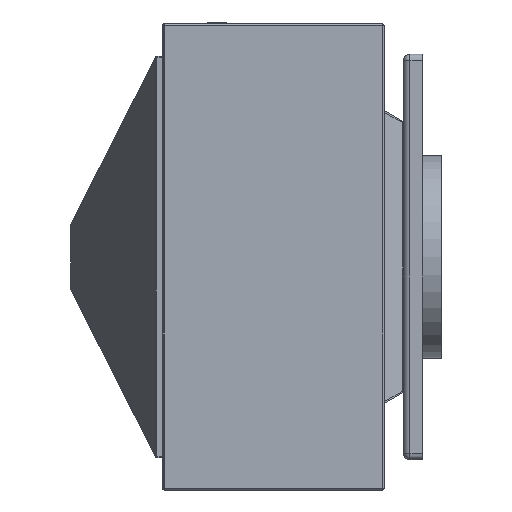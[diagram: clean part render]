
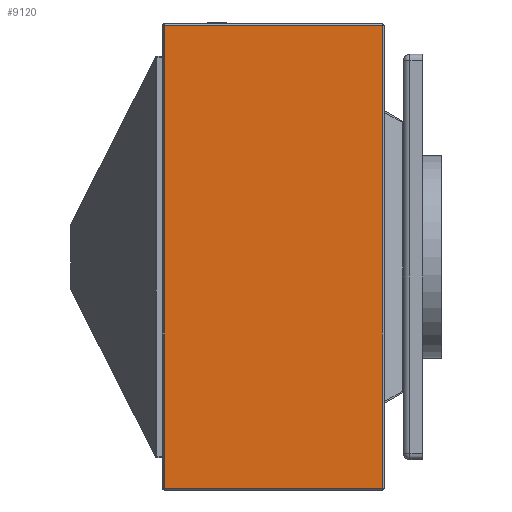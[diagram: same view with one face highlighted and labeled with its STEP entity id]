
A CAD part, left-side view. The second image highlights one B-rep face of the part: STEP entity #9120.
In plain terms, the highlighted planar face has unit normal (-1, 0, 0).
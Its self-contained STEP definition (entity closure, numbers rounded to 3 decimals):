
#4991 = LINE ( 'NONE', #5056, #5055 ) ;
#4992 = CARTESIAN_POINT ( 'NONE',  ( -362., 63., 359. ) ) ;
#4993 = DIRECTION ( 'NONE',  ( 0., 0., 1. ) ) ;
#4994 = VECTOR ( 'NONE', #4993, 1000. ) ;
#4995 = CARTESIAN_POINT ( 'NONE',  ( -362., 63., -362. ) ) ;
#4996 = LINE ( 'NONE', #4995, #4994 ) ;
#4997 = CARTESIAN_POINT ( 'NONE',  ( -362., 63., -359. ) ) ;
#4998 = DIRECTION ( 'NONE',  ( 0., -1., 0. ) ) ;
#4999 = VECTOR ( 'NONE', #4998, 1000. ) ;
#5000 = CARTESIAN_POINT ( 'NONE',  ( -362., 404.667, -359. ) ) ;
#5001 = LINE ( 'NONE', #5000, #4999 ) ;
#5002 = CARTESIAN_POINT ( 'NONE',  ( -362., 401.667, -359. ) ) ;
#5003 = CARTESIAN_POINT ( 'NONE',  ( -362., 401.667, 359. ) ) ;
#5004 = DIRECTION ( 'NONE',  ( 0., 0., -1. ) ) ;
#5005 = VECTOR ( 'NONE', #5004, 1000. ) ;
#5006 = CARTESIAN_POINT ( 'NONE',  ( -362., 401.667, -362. ) ) ;
#5007 = LINE ( 'NONE', #5006, #5005 ) ;
#5027 = DIRECTION ( 'NONE',  ( 0., 0., -1. ) ) ;
#5028 = DIRECTION ( 'NONE',  ( 1., 0., 0. ) ) ;
#5029 = AXIS2_PLACEMENT_3D ( 'NONE', #5031, #5028, #5027 ) ;
#5031 = CARTESIAN_POINT ( 'NONE',  ( -362., 404.667, -362. ) ) ;
#5032 = PLANE ( 'NONE',  #5029 ) ;
#5033 = FACE_OUTER_BOUND ( 'NONE', #9121, .T. ) ;
#5054 = DIRECTION ( 'NONE',  ( 0., 1., 0. ) ) ;
#5055 = VECTOR ( 'NONE', #5054, 1000. ) ;
#5056 = CARTESIAN_POINT ( 'NONE',  ( -362., 404.667, 359. ) ) ;
#9094 = EDGE_CURVE ( 'NONE', #9095, #9096, #5007, .T. ) ;
#9095 = VERTEX_POINT ( 'NONE', #5003 ) ;
#9096 = VERTEX_POINT ( 'NONE', #5002 ) ;
#9097 = ORIENTED_EDGE ( 'NONE', *, *, #9098, .T. ) ;
#9098 = EDGE_CURVE ( 'NONE', #9096, #9099, #5001, .T. ) ;
#9099 = VERTEX_POINT ( 'NONE', #4997 ) ;
#9100 = ORIENTED_EDGE ( 'NONE', *, *, #9101, .T. ) ;
#9101 = EDGE_CURVE ( 'NONE', #9099, #9102, #4996, .T. ) ;
#9102 = VERTEX_POINT ( 'NONE', #4992 ) ;
#9103 = ORIENTED_EDGE ( 'NONE', *, *, #9104, .T. ) ;
#9104 = EDGE_CURVE ( 'NONE', #9102, #9095, #4991, .T. ) ;
#9120 = ADVANCED_FACE ( 'NONE', ( #5033 ), #5032, .F. ) ;
#9121 = EDGE_LOOP ( 'NONE', ( #9122, #9097, #9100, #9103 ) ) ;
#9122 = ORIENTED_EDGE ( 'NONE', *, *, #9094, .T. ) ;
